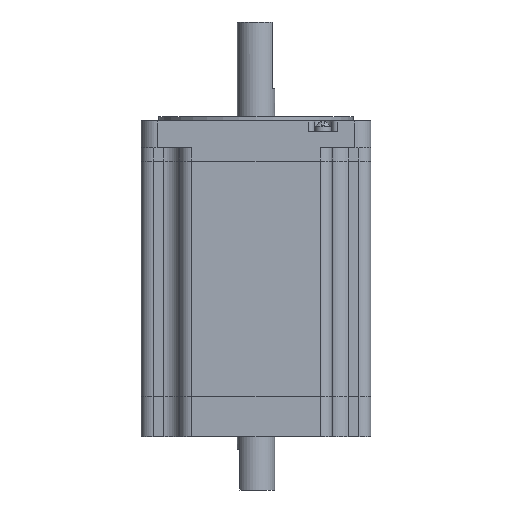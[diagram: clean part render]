
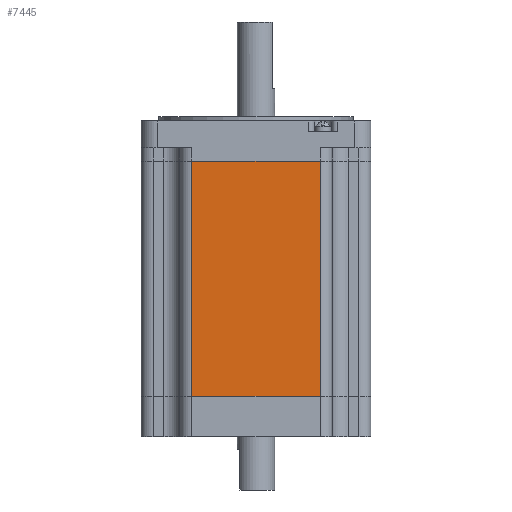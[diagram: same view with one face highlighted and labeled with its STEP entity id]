
A CAD part, front view. The second image highlights one B-rep face of the part: STEP entity #7445.
In plain terms, the highlighted planar face has unit normal (0, -1, 0).
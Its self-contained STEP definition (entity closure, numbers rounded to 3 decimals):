
#84 = ORIENTED_EDGE ( 'NONE', *, *, #6923, .F. ) ;
#653 = DIRECTION ( 'NONE',  ( 0., 1., 0. ) ) ;
#948 = CARTESIAN_POINT ( 'NONE',  ( 24., -43., 15. ) ) ;
#1036 = VECTOR ( 'NONE', #5941, 1000. ) ;
#1371 = CARTESIAN_POINT ( 'NONE',  ( 43., -43., 15. ) ) ;
#1992 = VECTOR ( 'NONE', #10178, 1000. ) ;
#2191 = EDGE_LOOP ( 'NONE', ( #84, #4508, #7319, #2287 ) ) ;
#2287 = ORIENTED_EDGE ( 'NONE', *, *, #8585, .T. ) ;
#2375 = LINE ( 'NONE', #5514, #3391 ) ;
#2380 = CARTESIAN_POINT ( 'NONE',  ( -24., -43., 15. ) ) ;
#3247 = CARTESIAN_POINT ( 'NONE',  ( -24., -43., 15. ) ) ;
#3391 = VECTOR ( 'NONE', #7847, 1000. ) ;
#3913 = LINE ( 'NONE', #2380, #4809 ) ;
#4229 = AXIS2_PLACEMENT_3D ( 'NONE', #1371, #653, #6878 ) ;
#4261 = VERTEX_POINT ( 'NONE', #3247 ) ;
#4452 = PLANE ( 'NONE',  #4229 ) ;
#4462 = EDGE_CURVE ( 'NONE', #4261, #7491, #5098, .T. ) ;
#4508 = ORIENTED_EDGE ( 'NONE', *, *, #10035, .T. ) ;
#4809 = VECTOR ( 'NONE', #9393, 1000. ) ;
#5098 = LINE ( 'NONE', #6863, #1036 ) ;
#5514 = CARTESIAN_POINT ( 'NONE',  ( 43., -43., 103. ) ) ;
#5941 = DIRECTION ( 'NONE',  ( 1., 0., 0. ) ) ;
#6102 = VERTEX_POINT ( 'NONE', #6807 ) ;
#6807 = CARTESIAN_POINT ( 'NONE',  ( -24., -43., 103. ) ) ;
#6834 = FACE_OUTER_BOUND ( 'NONE', #2191, .T. ) ;
#6863 = CARTESIAN_POINT ( 'NONE',  ( 43., -43., 15. ) ) ;
#6878 = DIRECTION ( 'NONE',  ( -1., 0., 0. ) ) ;
#6923 = EDGE_CURVE ( 'NONE', #6102, #10120, #2375, .T. ) ;
#7319 = ORIENTED_EDGE ( 'NONE', *, *, #4462, .T. ) ;
#7445 = ADVANCED_FACE ( 'NONE', ( #6834 ), #4452, .F. ) ;
#7491 = VERTEX_POINT ( 'NONE', #7761 ) ;
#7761 = CARTESIAN_POINT ( 'NONE',  ( 24., -43., 15. ) ) ;
#7847 = DIRECTION ( 'NONE',  ( 1., 0., 0. ) ) ;
#8585 = EDGE_CURVE ( 'NONE', #7491, #10120, #9557, .T. ) ;
#9220 = CARTESIAN_POINT ( 'NONE',  ( 24., -43., 103. ) ) ;
#9393 = DIRECTION ( 'NONE',  ( 0., 0., -1. ) ) ;
#9557 = LINE ( 'NONE', #948, #1992 ) ;
#10035 = EDGE_CURVE ( 'NONE', #6102, #4261, #3913, .T. ) ;
#10120 = VERTEX_POINT ( 'NONE', #9220 ) ;
#10178 = DIRECTION ( 'NONE',  ( 0., 0., 1. ) ) ;
